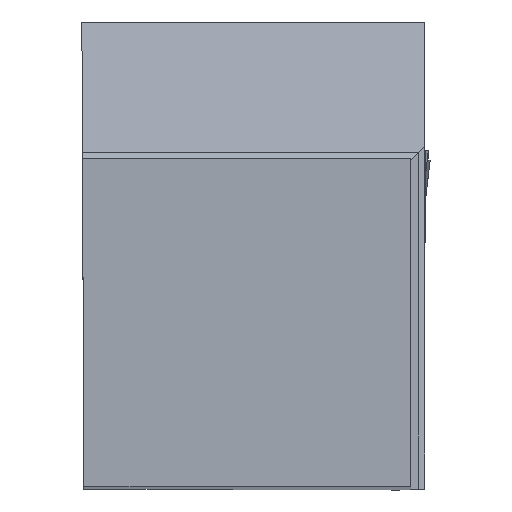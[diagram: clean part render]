
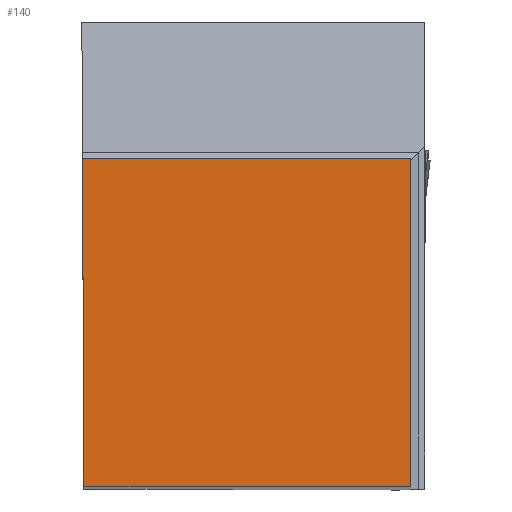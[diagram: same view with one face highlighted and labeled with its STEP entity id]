
A CAD part, top view. The second image highlights one B-rep face of the part: STEP entity #140.
In plain terms, the highlighted planar face has unit normal (0, 0, 1).
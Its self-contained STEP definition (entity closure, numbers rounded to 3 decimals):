
#140=ADVANCED_FACE('BLANK_BOXF006',(#230),#182,.F.);
#182=PLANE('',#1181);
#230=FACE_OUTER_BOUND('',#281,.T.);
#281=EDGE_LOOP('',(#525,#526,#527,#528));
#525=ORIENTED_EDGE('',*,*,#815,.T.);
#526=ORIENTED_EDGE('',*,*,#816,.T.);
#527=ORIENTED_EDGE('',*,*,#811,.T.);
#528=ORIENTED_EDGE('',*,*,#772,.T.);
#657=VERTEX_POINT('',#1703);
#658=VERTEX_POINT('',#1705);
#688=VERTEX_POINT('',#1779);
#691=VERTEX_POINT('',#1787);
#772=EDGE_CURVE('',#658,#657,#891,.T.);
#811=EDGE_CURVE('',#688,#658,#924,.T.);
#815=EDGE_CURVE('',#657,#691,#928,.T.);
#816=EDGE_CURVE('',#691,#688,#929,.T.);
#891=LINE('',#1704,#1004);
#924=LINE('',#1778,#1037);
#928=LINE('',#1786,#1041);
#929=LINE('',#1788,#1042);
#1004=VECTOR('',#1361,1.);
#1037=VECTOR('',#1416,1.);
#1041=VECTOR('',#1422,1.);
#1042=VECTOR('',#1423,1.);
#1181=AXIS2_PLACEMENT_3D('',#1789,#1424,#1425);
#1361=DIRECTION('',(1.,0.,0.));
#1416=DIRECTION('',(0.004,-1.,0.));
#1422=DIRECTION('',(0.,1.,0.));
#1423=DIRECTION('',(-1.,0.,0.));
#1424=DIRECTION('',(0.,0.,-1.));
#1425=DIRECTION('',(0.,-1.,0.));
#1703=CARTESIAN_POINT('',(19.875,0.,0.));
#1704=CARTESIAN_POINT('',(-125.85,0.,0.));
#1705=CARTESIAN_POINT('',(0.087,0.,0.));
#1778=CARTESIAN_POINT('',(-0.462,125.849,0.));
#1779=CARTESIAN_POINT('',(0.,19.875,0.));
#1786=CARTESIAN_POINT('',(19.875,-125.85,0.));
#1787=CARTESIAN_POINT('',(19.875,19.875,0.));
#1788=CARTESIAN_POINT('',(125.85,19.875,0.));
#1789=CARTESIAN_POINT('',(20.75,-5.,0.));
